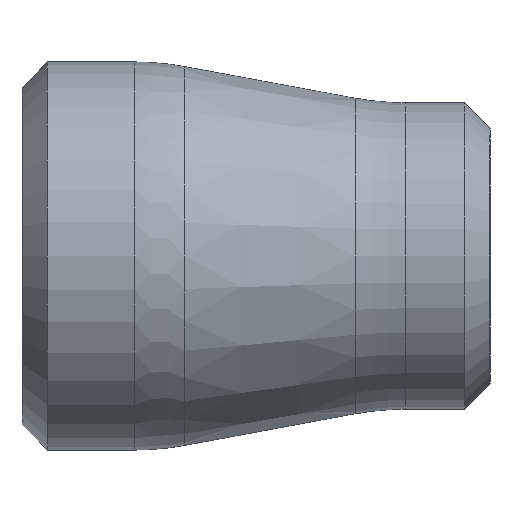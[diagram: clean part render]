
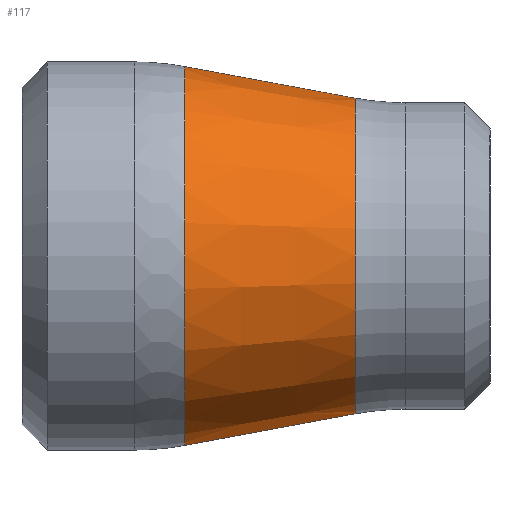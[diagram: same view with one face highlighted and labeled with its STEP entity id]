
A CAD part, front view. The second image highlights one B-rep face of the part: STEP entity #117.
In plain terms, the highlighted conical face has half-angle 10.504 degrees and reference radius 17.203 mm.
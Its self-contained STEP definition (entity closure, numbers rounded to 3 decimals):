
#27 = ORIENTED_EDGE ( 'NONE', *, *, #613, .F. ) ;
#95 = DIRECTION ( 'NONE',  ( 0., 0., 1. ) ) ;
#96 = EDGE_CURVE ( 'NONE', #447, #189, #742, .T. ) ;
#104 = CARTESIAN_POINT ( 'NONE',  ( 36.288, 0., -17.203 ) ) ;
#117 = ADVANCED_FACE ( 'NONE', ( #459 ), #569, .T. ) ;
#135 = EDGE_LOOP ( 'NONE', ( #389, #489, #370, #27 ) ) ;
#174 = VECTOR ( 'NONE', #235, 1000. ) ;
#189 = VERTEX_POINT ( 'NONE', #520 ) ;
#194 = VERTEX_POINT ( 'NONE', #291 ) ;
#211 = DIRECTION ( 'NONE',  ( -1., 0., 0. ) ) ;
#221 = CIRCLE ( 'NONE', #670, 20.647 ) ;
#235 = DIRECTION ( 'NONE',  ( -0.983, 0., -0.182 ) ) ;
#238 = AXIS2_PLACEMENT_3D ( 'NONE', #505, #340, #574 ) ;
#251 = AXIS2_PLACEMENT_3D ( 'NONE', #636, #273, #95 ) ;
#273 = DIRECTION ( 'NONE',  ( -1., 0., 0. ) ) ;
#275 = EDGE_CURVE ( 'NONE', #447, #746, #348, .T. ) ;
#291 = CARTESIAN_POINT ( 'NONE',  ( 17.712, 0., 20.647 ) ) ;
#340 = DIRECTION ( 'NONE',  ( -1., 0., 0. ) ) ;
#348 = LINE ( 'NONE', #104, #174 ) ;
#370 = ORIENTED_EDGE ( 'NONE', *, *, #509, .T. ) ;
#389 = ORIENTED_EDGE ( 'NONE', *, *, #275, .F. ) ;
#398 = LINE ( 'NONE', #575, #529 ) ;
#447 = VERTEX_POINT ( 'NONE', #717 ) ;
#450 = DIRECTION ( 'NONE',  ( -0.983, 0., 0.182 ) ) ;
#459 = FACE_OUTER_BOUND ( 'NONE', #135, .T. ) ;
#479 = CARTESIAN_POINT ( 'NONE',  ( 17.712, 0., -20.647 ) ) ;
#489 = ORIENTED_EDGE ( 'NONE', *, *, #96, .T. ) ;
#505 = CARTESIAN_POINT ( 'NONE',  ( 36.288, 0., 0. ) ) ;
#508 = DIRECTION ( 'NONE',  ( 0., 0., 1. ) ) ;
#509 = EDGE_CURVE ( 'NONE', #189, #194, #398, .T. ) ;
#520 = CARTESIAN_POINT ( 'NONE',  ( 36.288, 0., 17.203 ) ) ;
#529 = VECTOR ( 'NONE', #450, 1000. ) ;
#569 = CONICAL_SURFACE ( 'NONE', #238, 17.203, 0.183 ) ;
#574 = DIRECTION ( 'NONE',  ( 0., 0., 1. ) ) ;
#575 = CARTESIAN_POINT ( 'NONE',  ( 36.288, 0., 17.203 ) ) ;
#613 = EDGE_CURVE ( 'NONE', #746, #194, #221, .T. ) ;
#636 = CARTESIAN_POINT ( 'NONE',  ( 36.288, 0., 0. ) ) ;
#670 = AXIS2_PLACEMENT_3D ( 'NONE', #745, #211, #508 ) ;
#717 = CARTESIAN_POINT ( 'NONE',  ( 36.288, 0., -17.203 ) ) ;
#742 = CIRCLE ( 'NONE', #251, 17.203 ) ;
#745 = CARTESIAN_POINT ( 'NONE',  ( 17.712, 0., 0. ) ) ;
#746 = VERTEX_POINT ( 'NONE', #479 ) ;
